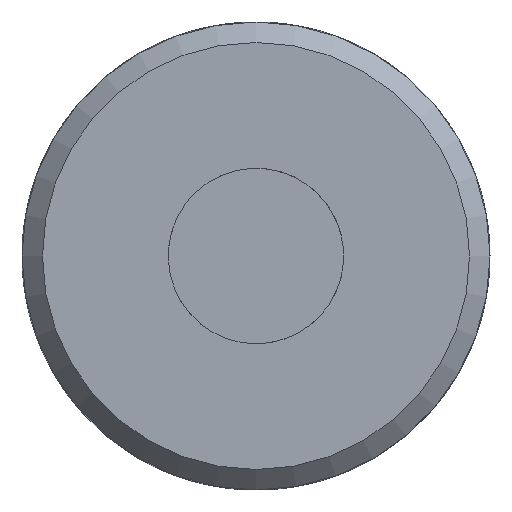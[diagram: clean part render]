
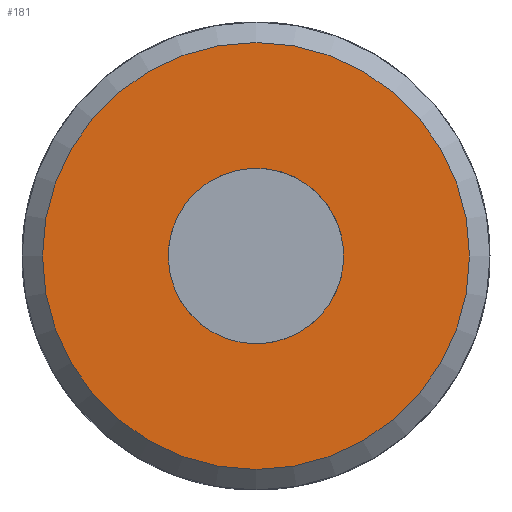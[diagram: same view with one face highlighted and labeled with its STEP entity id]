
A CAD part, left-side view. The second image highlights one B-rep face of the part: STEP entity #181.
In plain terms, the highlighted planar face has unit normal (-1, 0, 0).
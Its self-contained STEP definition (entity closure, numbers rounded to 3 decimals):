
#181 = ADVANCED_FACE( '', ( #381, #382 ), #383, .F. );
#381 = FACE_OUTER_BOUND( '', #661, .T. );
#382 = FACE_BOUND( '', #662, .T. );
#383 = PLANE( '', #663 );
#661 = EDGE_LOOP( '', ( #931 ) );
#662 = EDGE_LOOP( '', ( #932 ) );
#663 = AXIS2_PLACEMENT_3D( '', #933, #934, #935 );
#931 = ORIENTED_EDGE( '', *, *, #1509, .F. );
#932 = ORIENTED_EDGE( '', *, *, #1510, .T. );
#933 = CARTESIAN_POINT( '', ( 0., 0., 0. ) );
#934 = DIRECTION( '', ( 1., 0., 0. ) );
#935 = DIRECTION( '', ( 0., 0., -1. ) );
#1509 = EDGE_CURVE( '', #1724, #1724, #1725, .T. );
#1510 = EDGE_CURVE( '', #1726, #1726, #1727, .T. );
#1724 = VERTEX_POINT( '', #2042 );
#1725 = CIRCLE( '', #2043, 7.3 );
#1726 = VERTEX_POINT( '', #2044 );
#1727 = CIRCLE( '', #2045, 3. );
#2042 = CARTESIAN_POINT( '', ( 0., 0., -7.3 ) );
#2043 = AXIS2_PLACEMENT_3D( '', #3210, #3211, #3212 );
#2044 = CARTESIAN_POINT( '', ( 0., 0., -3. ) );
#2045 = AXIS2_PLACEMENT_3D( '', #3213, #3214, #3215 );
#3210 = CARTESIAN_POINT( '', ( 0., 0., 0. ) );
#3211 = DIRECTION( '', ( 1., 0., 0. ) );
#3212 = DIRECTION( '', ( 0., 0., -1. ) );
#3213 = CARTESIAN_POINT( '', ( 0., 0., 0. ) );
#3214 = DIRECTION( '', ( 1., 0., 0. ) );
#3215 = DIRECTION( '', ( 0., 0., -1. ) );
